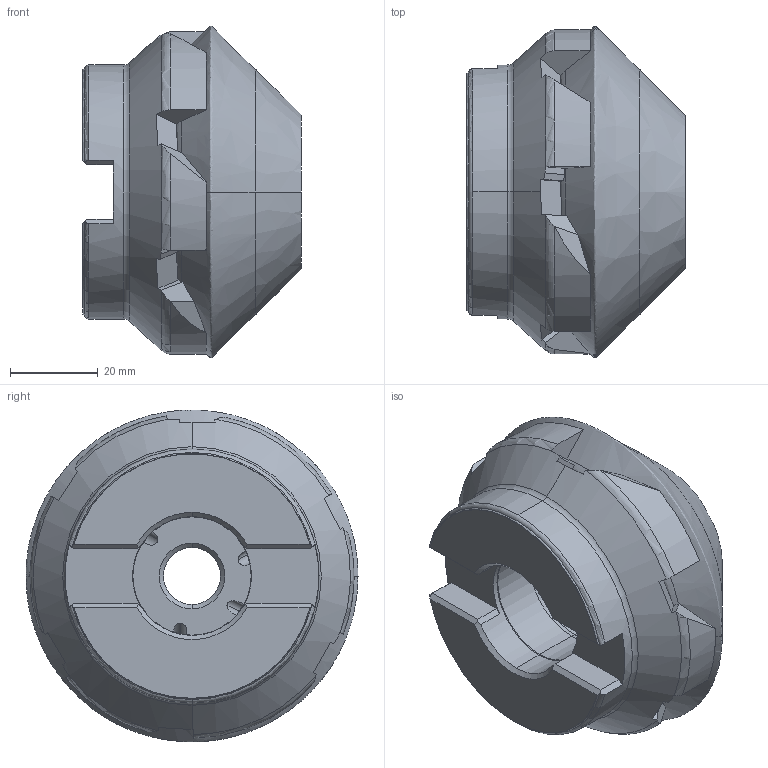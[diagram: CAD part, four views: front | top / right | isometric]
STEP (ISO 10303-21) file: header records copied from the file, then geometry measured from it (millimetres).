
FILE_DESCRIPTION (( 'STEP AP214' ), '1' );
FILE_NAME ('ASF-35-45-20.STEP', '2013-03-04T12:50:35', ( '' ), ( '' ), 'SwSTEP 2.0', 'SolidWorks 2013', '' );
FILE_SCHEMA (( 'AUTOMOTIVE_DESIGN' ));
Length unit declared in the file: millimetre
Products named in the file (1): ASF-35-45-20
Bounding box: 49.99 x 75.79 x 75.79 mm (x, y, z)
Volume: 125755.5 mm3; surface area: 19250.8 mm2
Topology: 1 solids, 1 shells, 135 faces, 377 edges, 244 vertices
Faces by surface type: plane 64, cylinder 26, cone 16, bspline 15, torus 14
Entity records: 5772 total; most frequent: CARTESIAN_POINT 2440, ORIENTED_EDGE 754, DIRECTION 551, EDGE_CURVE 377, VERTEX_POINT 244, AXIS2_PLACEMENT_3D 215, EDGE_LOOP 137, ADVANCED_FACE 135
